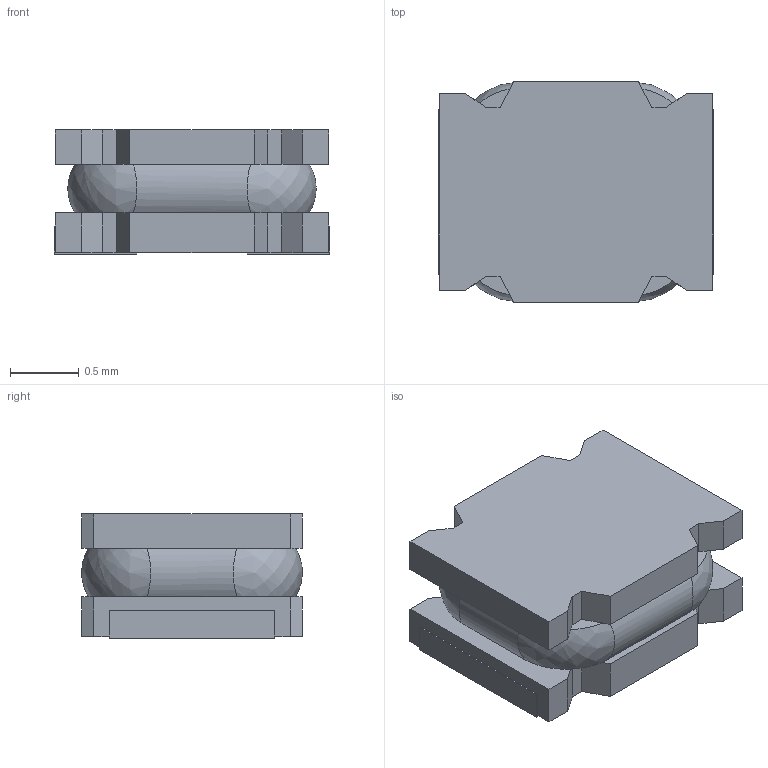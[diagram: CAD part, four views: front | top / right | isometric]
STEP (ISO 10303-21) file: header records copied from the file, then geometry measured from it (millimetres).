
FILE_DESCRIPTION(('CATIA V5 STEP Exchange'),'2;1');
FILE_NAME('LQH2MCN_02.stp','2012-11-19T07:32:47+00:00',('none'),('none'),'CATIA Version 5 Release 20 SP 5 (IN-10)','CATIA V5 STEP AP214','none');
FILE_SCHEMA(('AUTOMOTIVE_DESIGN { 1 0 10303 214 1 1 1 1 }'));
Length unit declared in the file: millimetre
Products named in the file (1): Part1
Bounding box: 2 x 1.6 x 0.9 mm (x, y, z)
Volume: 2.5 mm3; surface area: 15.8 mm2
Topology: 3 solids, 3 shells, 90 faces, 240 edges, 156 vertices
Faces by surface type: plane 82, bspline 4, cylinder 4
Entity records: 3480 total; most frequent: CARTESIAN_POINT 961, ORIENTED_EDGE 480, DIRECTION 284, EDGE_CURVE 240, VECTOR 208, LINE 208, VERTEX_POINT 156, ADVANCED_FACE 90
